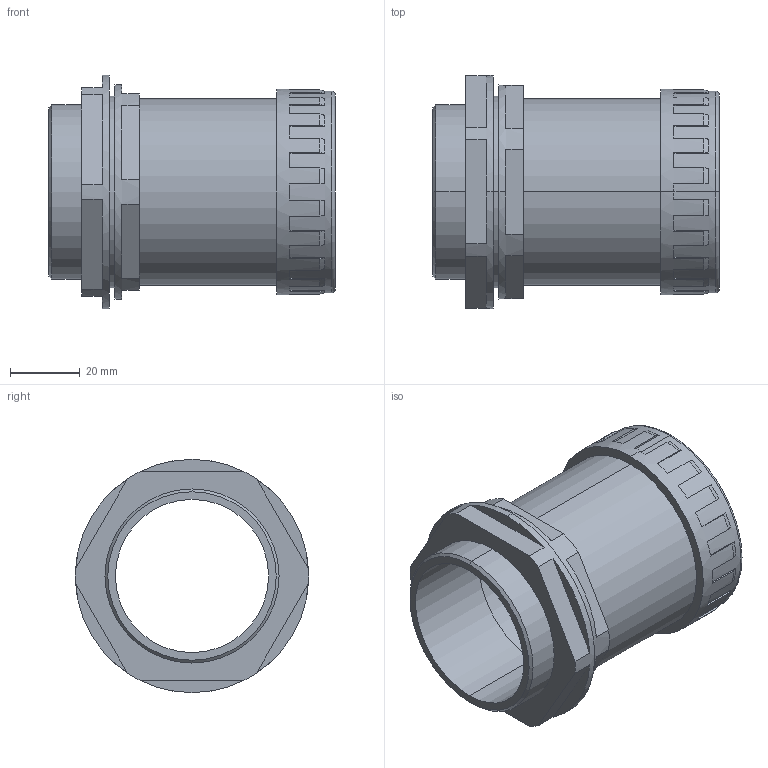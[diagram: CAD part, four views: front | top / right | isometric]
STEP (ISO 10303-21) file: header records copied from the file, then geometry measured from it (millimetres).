
FILE_DESCRIPTION (( 'STEP AP214' ), '1' );
FILE_NAME ('CTA10D-BS50-K41-015 - Ìóôòà òðóáà-êîðîáêà BS50 IP65.STEP', '2016-06-21T09:16:22', ( '' ), ( '' ), 'SwSTEP 2.0', 'SolidWorks 2014', '' );
FILE_SCHEMA (( 'AUTOMOTIVE_DESIGN' ));
Length unit declared in the file: millimetre
Products named in the file (1): CTA10D-BS50-K41-015 - Ìóôòà òðóáà-êîðîáêà BS50 IP65
Bounding box: 82.3 x 67 x 67 mm (x, y, z)
Volume: 49062.4 mm3; surface area: 34259.8 mm2
Topology: 1 solids, 3 shells, 154 faces, 414 edges, 272 vertices
Faces by surface type: plane 96, cylinder 24, cone 22, torus 12
Entity records: 4964 total; most frequent: CARTESIAN_POINT 961, DIRECTION 864, ORIENTED_EDGE 828, EDGE_CURVE 414, AXIS2_PLACEMENT_3D 335, VERTEX_POINT 272, VECTOR 194, LINE 194
